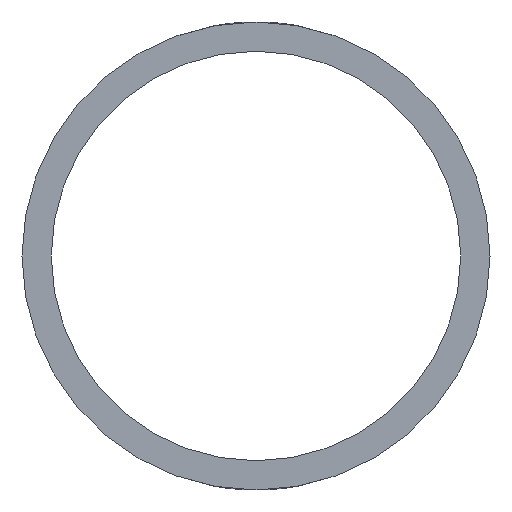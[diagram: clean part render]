
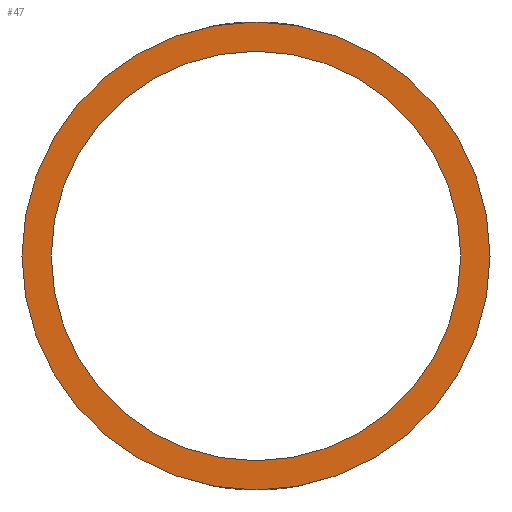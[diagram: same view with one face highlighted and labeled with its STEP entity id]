
A CAD part, left-side view. The second image highlights one B-rep face of the part: STEP entity #47.
In plain terms, the highlighted planar face has unit normal (-1, 0, 0).
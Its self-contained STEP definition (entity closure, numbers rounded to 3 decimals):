
#43=PLANE('',#174);
#47=ADVANCED_FACE('',(#76,#77),#43,.T.);
#59=CIRCLE('',#168,8.);
#60=CIRCLE('',#170,7.);
#76=FACE_BOUND('',#100,.T.);
#77=FACE_BOUND('',#101,.T.);
#100=EDGE_LOOP('',(#124));
#101=EDGE_LOOP('',(#125));
#124=ORIENTED_EDGE('',*,*,#155,.F.);
#125=ORIENTED_EDGE('',*,*,#150,.F.);
#138=VERTEX_POINT('',#386);
#143=VERTEX_POINT('',#625);
#150=EDGE_CURVE('',#138,#138,#59,.T.);
#155=EDGE_CURVE('',#143,#143,#60,.T.);
#168=AXIS2_PLACEMENT_3D('',#385,#183,#184);
#170=AXIS2_PLACEMENT_3D('',#624,#187,#188);
#174=AXIS2_PLACEMENT_3D('',#689,#195,#196);
#183=DIRECTION('',(1.,0.,0.));
#184=DIRECTION('',(0.,0.,-1.));
#187=DIRECTION('',(-1.,0.,0.));
#188=DIRECTION('',(0.,0.,1.));
#195=DIRECTION('',(-1.,0.,0.));
#196=DIRECTION('',(0.,0.,1.));
#385=CARTESIAN_POINT('',(-147.5,-260.,-63.7));
#386=CARTESIAN_POINT('',(-147.5,-260.,-71.7));
#624=CARTESIAN_POINT('',(-147.5,-260.,-63.7));
#625=CARTESIAN_POINT('',(-147.5,-260.,-56.7));
#689=CARTESIAN_POINT('',(-147.5,-260.,-63.7));
